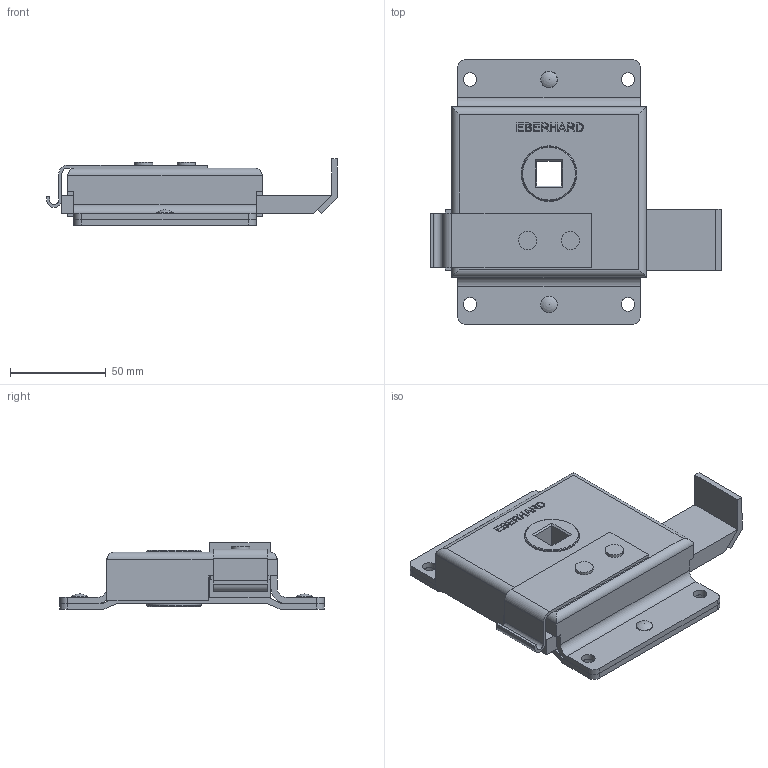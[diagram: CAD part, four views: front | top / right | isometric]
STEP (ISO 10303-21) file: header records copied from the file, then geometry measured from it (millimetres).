
FILE_DESCRIPTION((''),'2;1');
FILE_NAME('2390-AMR.stp','2014-04-28T13:33:21',('fredp'),(''),'Autodesk Inventor 2013','Autodesk Inventor 2013','');
FILE_SCHEMA(('AUTOMOTIVE_DESIGN { 1 0 10303 214 1 1 1 1 }'));
Length unit declared in the file: inch
Products named in the file (1): 2390-AMR
Bounding box: 151.85 x 138.18 x 34.66 mm (x, y, z)
Volume: 176057.6 mm3; surface area: 81449.5 mm2
Topology: 1 solids, 3 shells, 512 faces, 1437 edges, 944 vertices
Faces by surface type: plane 259, cylinder 201, bspline 36, torus 8, cone 6, sphere 2
Full cylindrical faces by diameter (mm): 4.737 x4, 4.775 x1, 4.953 x4, 5.004 x2, 5.537 x2, 7.137 x4, 7.925 x4, 9.525 x2, 28.575 x2, 29.058 x2, 34.925 x2
Entity records: 16797 total; most frequent: CARTESIAN_POINT 3293, ORIENTED_EDGE 2752, DIRECTION 2693, EDGE_CURVE 1376, VERTEX_POINT 928, AXIS2_PLACEMENT_3D 912, VECTOR 869, LINE 869
